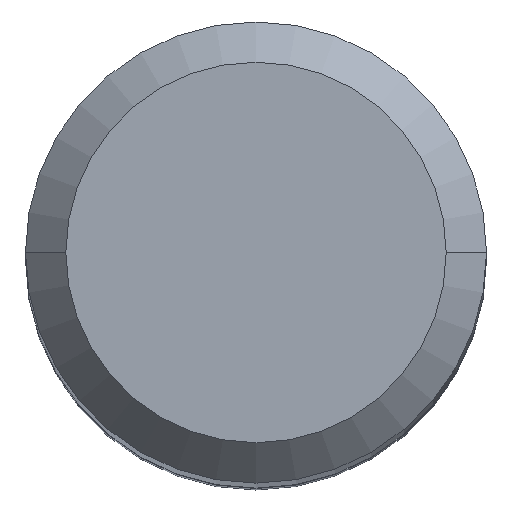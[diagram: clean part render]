
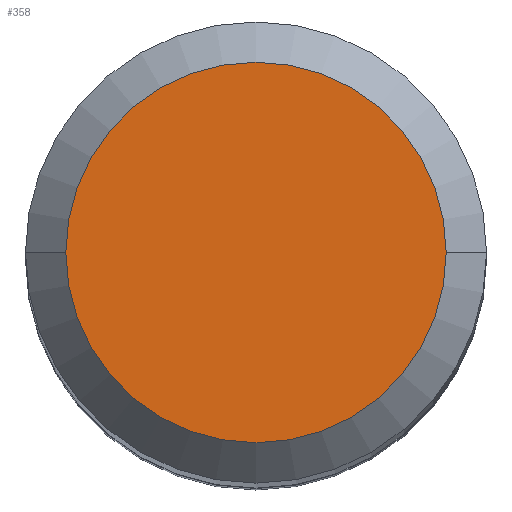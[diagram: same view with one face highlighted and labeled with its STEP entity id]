
A CAD part, top view. The second image highlights one B-rep face of the part: STEP entity #358.
In plain terms, the highlighted planar face has unit normal (0, 0, 1).
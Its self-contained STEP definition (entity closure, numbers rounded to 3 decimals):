
#31 = CARTESIAN_POINT ( 'NONE',  ( 0., 0., 0. ) ) ;
#46 = CIRCLE ( 'NONE', #525, 3.3 ) ;
#62 = EDGE_CURVE ( 'NONE', #251, #366, #46, .T. ) ;
#79 = CIRCLE ( 'NONE', #488, 3.3 ) ;
#90 = FACE_OUTER_BOUND ( 'NONE', #494, .T. ) ;
#103 = CARTESIAN_POINT ( 'NONE',  ( 3.3, 0., 0. ) ) ;
#197 = ORIENTED_EDGE ( 'NONE', *, *, #62, .T. ) ;
#210 = DIRECTION ( 'NONE',  ( -1., 0., 0. ) ) ;
#219 = CARTESIAN_POINT ( 'NONE',  ( 0., 0., 0. ) ) ;
#251 = VERTEX_POINT ( 'NONE', #644 ) ;
#265 = DIRECTION ( 'NONE',  ( 0., 0., 1. ) ) ;
#273 = AXIS2_PLACEMENT_3D ( 'NONE', #635, #328, #210 ) ;
#282 = DIRECTION ( 'NONE',  ( 1., 0., 0. ) ) ;
#316 = ORIENTED_EDGE ( 'NONE', *, *, #371, .T. ) ;
#328 = DIRECTION ( 'NONE',  ( 0., 0., -1. ) ) ;
#358 = ADVANCED_FACE ( 'NONE', ( #90 ), #428, .F. ) ;
#366 = VERTEX_POINT ( 'NONE', #103 ) ;
#371 = EDGE_CURVE ( 'NONE', #366, #251, #79, .T. ) ;
#421 = DIRECTION ( 'NONE',  ( 1., 0., 0. ) ) ;
#428 = PLANE ( 'NONE',  #273 ) ;
#488 = AXIS2_PLACEMENT_3D ( 'NONE', #219, #758, #282 ) ;
#494 = EDGE_LOOP ( 'NONE', ( #197, #316 ) ) ;
#525 = AXIS2_PLACEMENT_3D ( 'NONE', #31, #265, #421 ) ;
#635 = CARTESIAN_POINT ( 'NONE',  ( 0., 3.3, 0. ) ) ;
#644 = CARTESIAN_POINT ( 'NONE',  ( -3.3, 0., 0. ) ) ;
#758 = DIRECTION ( 'NONE',  ( 0., 0., 1. ) ) ;
